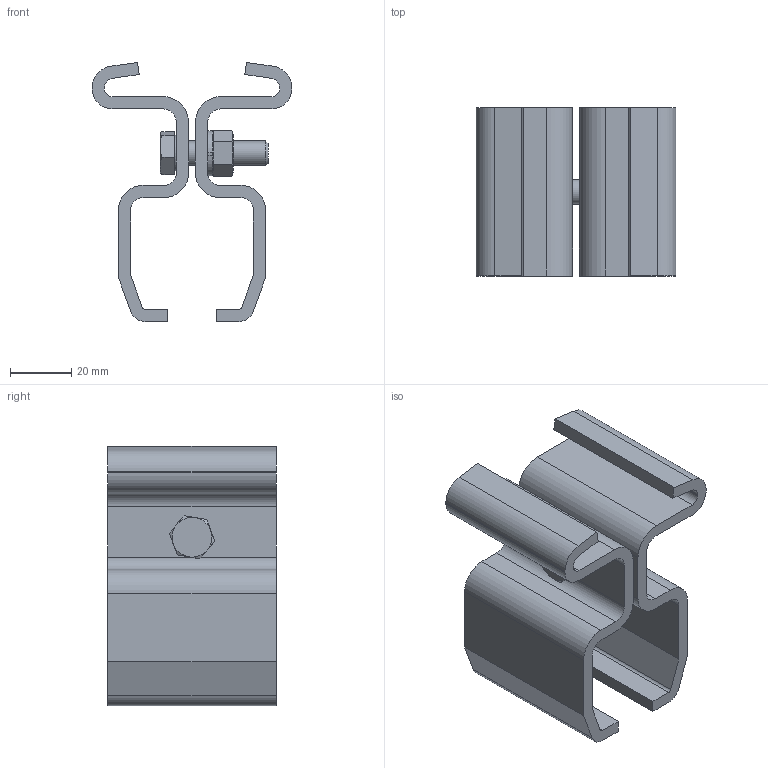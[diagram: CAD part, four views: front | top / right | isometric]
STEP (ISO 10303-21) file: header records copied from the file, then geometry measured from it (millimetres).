
FILE_DESCRIPTION(('STEP AP214'),'1');
FILE_NAME('PMH Upphängningsklämma 1305-IPE100.stp','2013-08-13T15:11:09',(' '),(' '),'Spatial InterOp 3D',' ',' ');
FILE_SCHEMA(('automotive_design'));
Length unit declared in the file: millimetre
Products named in the file (6): PMH Profilskena upphangningsklamma 1305-IPE100; NAUO6; NAUO5; NAUO4; NAUO3; NAUO2
Assembly tree (6 placements, depth 3):
  PMH Profilskena upphangningsklamma 1305-IPE100
    NAUO6
    NAUO5
    NAUO4
    NAUO3
      NAUO2  x2
Bounding box: 65.24 x 55 x 84.66 mm (x, y, z)
Volume: 62797 mm3; surface area: 35345.4 mm2
Topology: 5 solids, 5 shells, 105 faces, 271 edges, 178 vertices
Faces by surface type: plane 62, cylinder 31, cone 11, torus 1
Full cylindrical faces by diameter (mm): 6.647 x1, 8 x1, 9 x2, 11.63 x1
Entity records: 2880 total; most frequent: CARTESIAN_POINT 516, DIRECTION 348, ORIENTED_EDGE 328, EDGE_CURVE 164, AXIS2_PLACEMENT_3D 128, VERTEX_POINT 112, LINE 92, VECTOR 92
